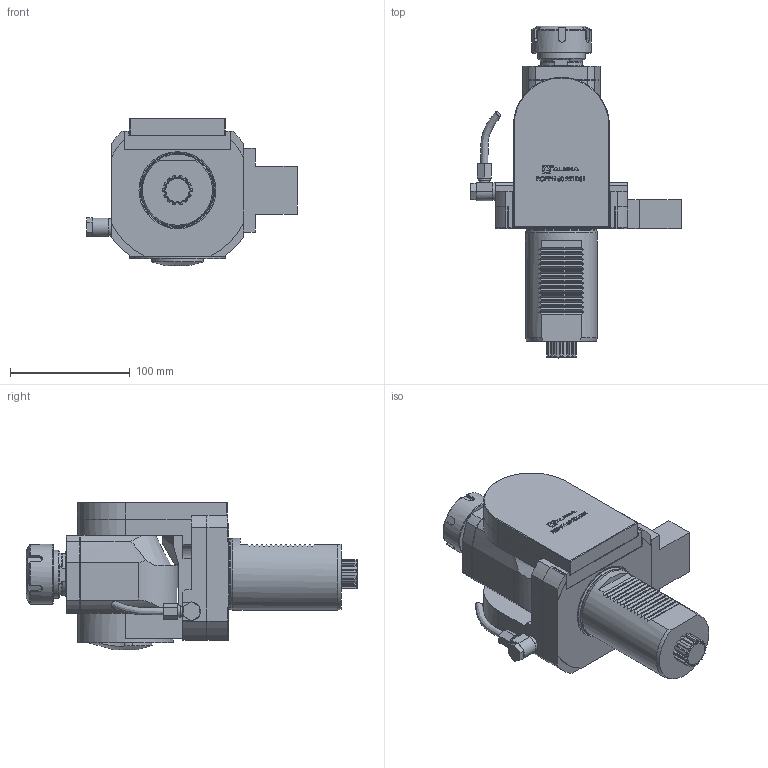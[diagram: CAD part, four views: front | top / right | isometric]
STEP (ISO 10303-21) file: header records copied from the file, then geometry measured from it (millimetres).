
FILE_DESCRIPTION (( 'STEP AP214' ), '1' );
FILE_NAME ('ROPPH60221DS1.STEP', '2025-09-04T13:30:25', ( '' ), ( '' ), 'SwSTEP 2.0', 'SolidWorks 2023', '' );
FILE_SCHEMA (( 'AUTOMOTIVE_DESIGN' ));
Length unit declared in the file: millimetre
Products named in the file (1): ROPPH60221DS1
Bounding box: 175.7 x 276.91 x 123 mm (x, y, z)
Volume: 1483770.4 mm3; surface area: 126917 mm2
Topology: 1 solids, 1 shells, 688 faces, 1857 edges, 1212 vertices
Faces by surface type: plane 428, cylinder 127, bspline 84, cone 35, torus 14
Full cylindrical faces by diameter (mm): 1.7 x1, 2.1 x1, 5 x1, 6.366 x1, 8.2 x1, 9.8 x1, 14.5 x1, 40 x1, 50 x1, 58.7 x1, 60 x1, 80 x1
Entity records: 34695 total; most frequent: CARTESIAN_POINT 10927, ORIENTED_EDGE 3646, DIRECTION 2854, EDGE_CURVE 1823, VERTEX_POINT 1200, VECTOR 1134, LINE 1134, AXIS2_PLACEMENT_3D 860
